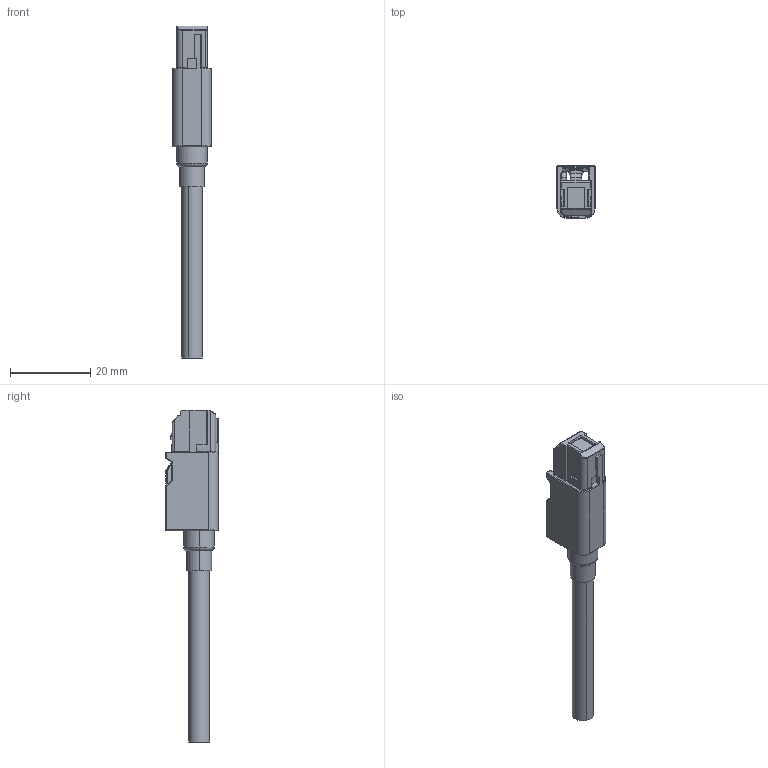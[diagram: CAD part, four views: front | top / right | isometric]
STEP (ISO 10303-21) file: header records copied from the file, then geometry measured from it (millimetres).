
FILE_DESCRIPTION (( 'STEP AP203' ), '1' );
FILE_NAME ('HPC1900(茶)_新カバー.STEP', '2021-09-28T09:27:25', ( '' ), ( '' ), 'SwSTEP 2.0', 'SolidWorks 2020', '' );
FILE_SCHEMA (( 'CONFIG_CONTROL_DESIGN' ));
Length unit declared in the file: millimetre
Products named in the file (2): HPC1900-050020_Rev.3_Key0; HPC1900(茶)_新カバー
Assembly tree (1 placements, depth 2):
  HPC1900(茶)_新カバー
    HPC1900-050020_Rev.3_Key0
Bounding box: 9.5 x 13 x 82.5 mm (x, y, z)
Volume: 3968.6 mm3; surface area: 2740.6 mm2
Topology: 1 solids, 1 shells, 390 faces, 966 edges, 525 vertices
Faces by surface type: cylinder 160, bspline 96, plane 91, torus 21, sphere 18, cone 4
Entity records: 12669 total; most frequent: CARTESIAN_POINT 4448, ORIENTED_EDGE 1824, DIRECTION 1519, EDGE_CURVE 912, AXIS2_PLACEMENT_3D 552, VERTEX_POINT 525, LINE 415, VECTOR 415
